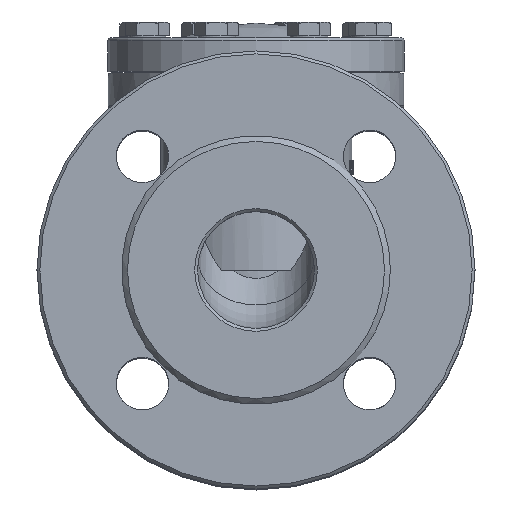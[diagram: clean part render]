
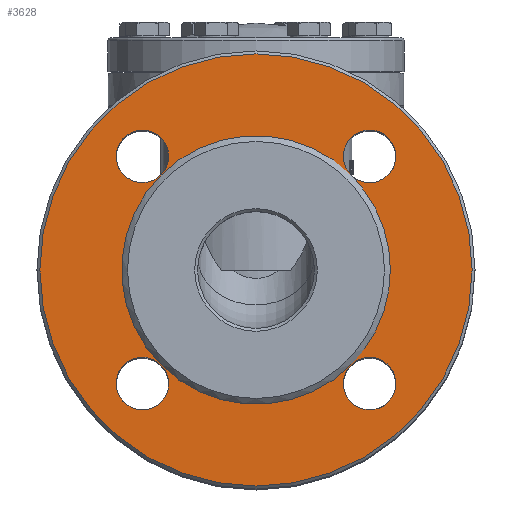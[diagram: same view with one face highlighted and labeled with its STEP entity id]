
A CAD part, top view. The second image highlights one B-rep face of the part: STEP entity #3628.
In plain terms, the highlighted planar face has unit normal (0, 0, 1).
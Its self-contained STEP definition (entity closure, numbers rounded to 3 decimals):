
#322=FACE_BOUND('',#1191,.T.);
#384=PLANE('',#3996);
#940=FACE_OUTER_BOUND('',#1190,.T.);
#1190=EDGE_LOOP('',(#3079));
#1191=EDGE_LOOP('',(#3080,#3081,#3082,#3083,#3084,#3085,#3086,#3087,#3088,
#3089,#3090,#3091,#3092));
#1388=CIRCLE('',#3995,74.);
#1389=CIRCLE('',#3997,9.);
#1390=CIRCLE('',#3998,9.);
#1391=CIRCLE('',#3999,46.);
#1392=CIRCLE('',#4000,9.);
#1393=CIRCLE('',#4001,9.);
#1394=CIRCLE('',#4002,46.);
#1395=CIRCLE('',#4003,9.);
#1396=CIRCLE('',#4004,9.);
#1397=CIRCLE('',#4005,46.);
#1398=CIRCLE('',#4006,46.);
#1399=CIRCLE('',#4007,9.);
#1400=CIRCLE('',#4008,9.);
#1401=CIRCLE('',#4009,46.);
#1715=VERTEX_POINT('',#9148);
#1716=VERTEX_POINT('',#9152);
#1717=VERTEX_POINT('',#9153);
#1718=VERTEX_POINT('',#9156);
#1719=VERTEX_POINT('',#9158);
#1720=VERTEX_POINT('',#9161);
#1721=VERTEX_POINT('',#9163);
#1722=VERTEX_POINT('',#9166);
#1723=VERTEX_POINT('',#9168);
#1724=VERTEX_POINT('',#9170);
#2179=EDGE_CURVE('',#1715,#1715,#1388,.T.);
#2181=EDGE_CURVE('',#1716,#1717,#1389,.T.);
#2182=EDGE_CURVE('',#1717,#1716,#1390,.T.);
#2183=EDGE_CURVE('',#1718,#1716,#1391,.T.);
#2184=EDGE_CURVE('',#1718,#1719,#1392,.T.);
#2185=EDGE_CURVE('',#1719,#1718,#1393,.T.);
#2186=EDGE_CURVE('',#1720,#1718,#1394,.T.);
#2187=EDGE_CURVE('',#1720,#1721,#1395,.T.);
#2188=EDGE_CURVE('',#1721,#1720,#1396,.T.);
#2189=EDGE_CURVE('',#1722,#1720,#1397,.T.);
#2190=EDGE_CURVE('',#1723,#1722,#1398,.T.);
#2191=EDGE_CURVE('',#1723,#1724,#1399,.T.);
#2192=EDGE_CURVE('',#1724,#1723,#1400,.T.);
#2193=EDGE_CURVE('',#1716,#1723,#1401,.T.);
#3079=ORIENTED_EDGE('',*,*,#2179,.F.);
#3080=ORIENTED_EDGE('',*,*,#2181,.T.);
#3081=ORIENTED_EDGE('',*,*,#2182,.T.);
#3082=ORIENTED_EDGE('',*,*,#2183,.F.);
#3083=ORIENTED_EDGE('',*,*,#2184,.T.);
#3084=ORIENTED_EDGE('',*,*,#2185,.T.);
#3085=ORIENTED_EDGE('',*,*,#2186,.F.);
#3086=ORIENTED_EDGE('',*,*,#2187,.T.);
#3087=ORIENTED_EDGE('',*,*,#2188,.T.);
#3088=ORIENTED_EDGE('',*,*,#2189,.F.);
#3089=ORIENTED_EDGE('',*,*,#2190,.F.);
#3090=ORIENTED_EDGE('',*,*,#2191,.T.);
#3091=ORIENTED_EDGE('',*,*,#2192,.T.);
#3092=ORIENTED_EDGE('',*,*,#2193,.F.);
#3628=ADVANCED_FACE('',(#940,#322),#384,.T.);
#3995=AXIS2_PLACEMENT_3D('',#9149,#4786,#4787);
#3996=AXIS2_PLACEMENT_3D('',#9151,#4789,#4790);
#3997=AXIS2_PLACEMENT_3D('',#9154,#4791,#4792);
#3998=AXIS2_PLACEMENT_3D('',#9155,#4793,#4794);
#3999=AXIS2_PLACEMENT_3D('',#9157,#4795,#4796);
#4000=AXIS2_PLACEMENT_3D('',#9159,#4797,#4798);
#4001=AXIS2_PLACEMENT_3D('',#9160,#4799,#4800);
#4002=AXIS2_PLACEMENT_3D('',#9162,#4801,#4802);
#4003=AXIS2_PLACEMENT_3D('',#9164,#4803,#4804);
#4004=AXIS2_PLACEMENT_3D('',#9165,#4805,#4806);
#4005=AXIS2_PLACEMENT_3D('',#9167,#4807,#4808);
#4006=AXIS2_PLACEMENT_3D('',#9169,#4809,#4810);
#4007=AXIS2_PLACEMENT_3D('',#9171,#4811,#4812);
#4008=AXIS2_PLACEMENT_3D('',#9172,#4813,#4814);
#4009=AXIS2_PLACEMENT_3D('',#9173,#4815,#4816);
#4786=DIRECTION('center_axis',(0.,0.,-1.));
#4787=DIRECTION('ref_axis',(-1.,0.,0.));
#4789=DIRECTION('center_axis',(0.,0.,1.));
#4790=DIRECTION('ref_axis',(1.,0.,0.));
#4791=DIRECTION('center_axis',(0.,0.,-1.));
#4792=DIRECTION('ref_axis',(-1.,0.,0.));
#4793=DIRECTION('center_axis',(0.,0.,-1.));
#4794=DIRECTION('ref_axis',(-1.,0.,0.));
#4795=DIRECTION('center_axis',(0.,0.,1.));
#4796=DIRECTION('ref_axis',(-1.,0.,0.));
#4797=DIRECTION('center_axis',(0.,0.,-1.));
#4798=DIRECTION('ref_axis',(-1.,0.,0.));
#4799=DIRECTION('center_axis',(0.,0.,-1.));
#4800=DIRECTION('ref_axis',(-1.,0.,0.));
#4801=DIRECTION('center_axis',(0.,0.,1.));
#4802=DIRECTION('ref_axis',(-1.,0.,0.));
#4803=DIRECTION('center_axis',(0.,0.,-1.));
#4804=DIRECTION('ref_axis',(-1.,0.,0.));
#4805=DIRECTION('center_axis',(0.,0.,-1.));
#4806=DIRECTION('ref_axis',(-1.,0.,0.));
#4807=DIRECTION('center_axis',(0.,0.,1.));
#4808=DIRECTION('ref_axis',(-1.,0.,0.));
#4809=DIRECTION('center_axis',(0.,0.,1.));
#4810=DIRECTION('ref_axis',(-1.,0.,0.));
#4811=DIRECTION('center_axis',(0.,0.,-1.));
#4812=DIRECTION('ref_axis',(-1.,0.,0.));
#4813=DIRECTION('center_axis',(0.,0.,-1.));
#4814=DIRECTION('ref_axis',(-1.,0.,0.));
#4815=DIRECTION('center_axis',(0.,0.,1.));
#4816=DIRECTION('ref_axis',(-1.,0.,0.));
#9148=CARTESIAN_POINT('',(74.,0.,20.));
#9149=CARTESIAN_POINT('Origin',(0.,0.,20.));
#9151=CARTESIAN_POINT('Origin',(0.,0.,20.));
#9152=CARTESIAN_POINT('',(-32.527,-32.527,20.));
#9153=CARTESIAN_POINT('',(-29.891,-38.891,20.));
#9154=CARTESIAN_POINT('Origin',(-38.891,-38.891,20.));
#9155=CARTESIAN_POINT('Origin',(-38.891,-38.891,20.));
#9156=CARTESIAN_POINT('',(-32.527,32.527,20.));
#9157=CARTESIAN_POINT('Origin',(0.,0.,20.));
#9158=CARTESIAN_POINT('',(-29.891,38.891,20.));
#9159=CARTESIAN_POINT('Origin',(-38.891,38.891,20.));
#9160=CARTESIAN_POINT('Origin',(-38.891,38.891,20.));
#9161=CARTESIAN_POINT('',(32.527,32.527,20.));
#9162=CARTESIAN_POINT('Origin',(0.,0.,20.));
#9163=CARTESIAN_POINT('',(47.891,38.891,20.));
#9164=CARTESIAN_POINT('Origin',(38.891,38.891,20.));
#9165=CARTESIAN_POINT('Origin',(38.891,38.891,20.));
#9166=CARTESIAN_POINT('',(46.,0.,20.));
#9167=CARTESIAN_POINT('Origin',(0.,0.,20.));
#9168=CARTESIAN_POINT('',(32.527,-32.527,20.));
#9169=CARTESIAN_POINT('Origin',(0.,0.,20.));
#9170=CARTESIAN_POINT('',(47.891,-38.891,20.));
#9171=CARTESIAN_POINT('Origin',(38.891,-38.891,20.));
#9172=CARTESIAN_POINT('Origin',(38.891,-38.891,20.));
#9173=CARTESIAN_POINT('Origin',(0.,0.,20.));
